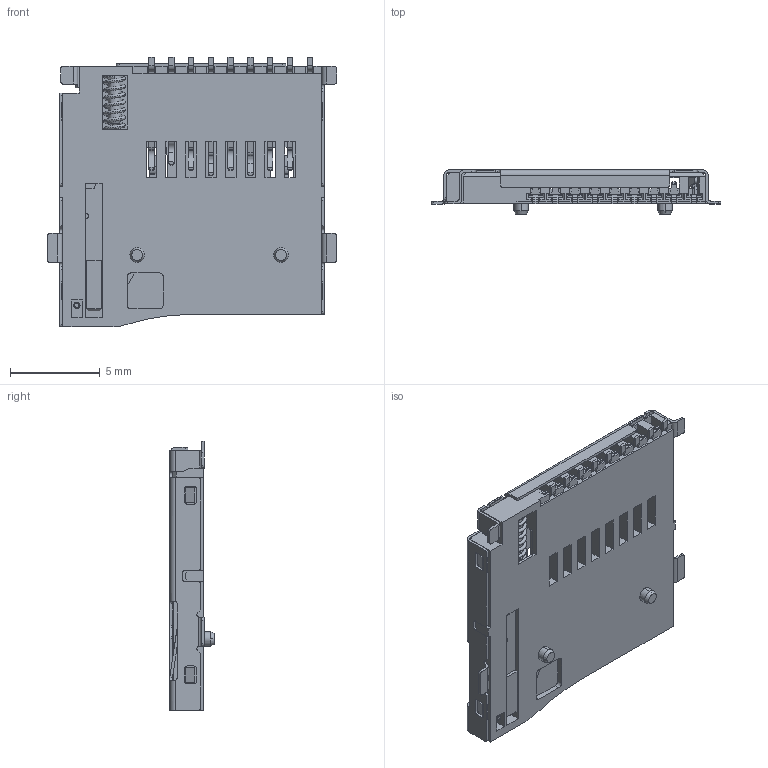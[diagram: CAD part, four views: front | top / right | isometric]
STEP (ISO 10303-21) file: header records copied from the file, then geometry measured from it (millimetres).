
FILE_DESCRIPTION (( 'STEP AP214' ), '1' );
FILE_NAME ('User Library-112J-TXAR-R_C_1-1.STEP', '2017-07-30T13:25:45', ( 'Windows User' ), ( '' ), 'SwSTEP 2.0', 'SolidWorks 2017', '' );
FILE_SCHEMA (( 'AUTOMOTIVE_DESIGN' ));
Length unit declared in the file: millimetre
Products named in the file (1): User Library-112J-TXAR-R_C_1-1
Bounding box: 16.1 x 2.45 x 15 mm (x, y, z)
Volume: 189.1 mm3; surface area: 1329.1 mm2
Topology: 14 solids, 14 shells, 1373 faces, 3902 edges, 2535 vertices
Faces by surface type: plane 1018, cylinder 297, cone 34, bspline 16, torus 8
Entity records: 49246 total; most frequent: CARTESIAN_POINT 13346, ORIENTED_EDGE 7804, DIRECTION 7007, EDGE_CURVE 3902, VECTOR 3125, LINE 3125, VERTEX_POINT 2535, AXIS2_PLACEMENT_3D 1941
